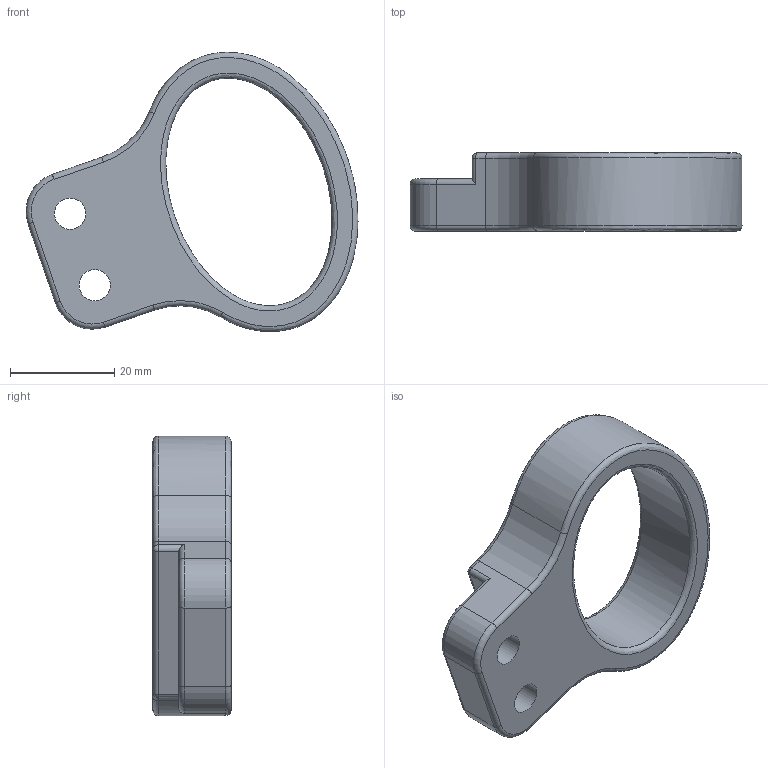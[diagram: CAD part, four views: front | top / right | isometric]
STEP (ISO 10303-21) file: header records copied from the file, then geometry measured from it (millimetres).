
FILE_DESCRIPTION(/* description */ (''),/* implementation_level */ '2;1');
FILE_NAME(/* name */ 'TorsoFrontBumper.stp',/* time_stamp */ '2024-04-28T14:39:21+09:00',/* author */ ('masato'),/* organization */ (''),/* preprocessor_version */ 'ST-DEVELOPER v20',/* originating_system */ 'Autodesk Inventor 2024',/* authorisation */ '');
FILE_SCHEMA (('AUTOMOTIVE_DESIGN { 1 0 10303 214 3 1 1 }'));
Length unit declared in the file: millimetre
Products named in the file (1): TorsoFrontBumper
Bounding box: 63.69 x 15 x 53.59 mm (x, y, z)
Volume: 17661.4 mm3; surface area: 7316.1 mm2
Topology: 1 solids, 1 shells, 44 faces, 98 edges, 56 vertices
Faces by surface type: cylinder 19, plane 9, torus 8, bspline 6, sphere 2
Full cylindrical faces by diameter (mm): 6 x2, 12.5 x2
Entity records: 1807 total; most frequent: CARTESIAN_POINT 777, DIRECTION 220, ORIENTED_EDGE 196, EDGE_CURVE 98, AXIS2_PLACEMENT_3D 91, VERTEX_POINT 56, EDGE_LOOP 50, CIRCLE 50
